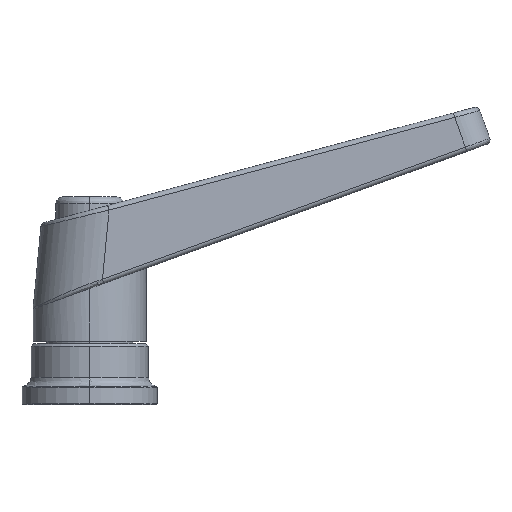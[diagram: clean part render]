
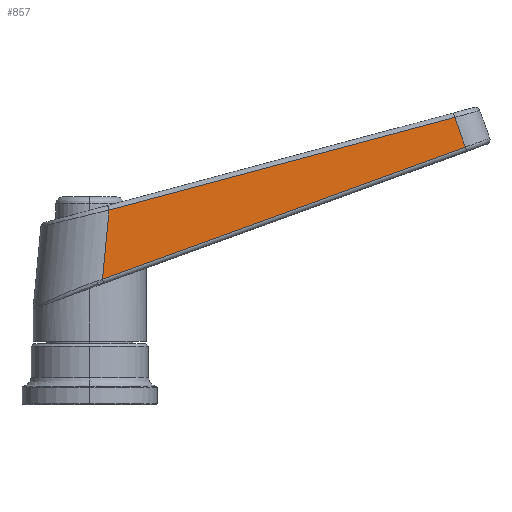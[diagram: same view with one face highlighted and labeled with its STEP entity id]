
A CAD part, top view. The second image highlights one B-rep face of the part: STEP entity #857.
In plain terms, the highlighted planar face has unit normal (0.088, 0, 0.996).
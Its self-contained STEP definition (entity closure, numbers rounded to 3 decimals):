
#793=EDGE_CURVE('NONE',#939,#1175,#1707,.T.);
#857=ADVANCED_FACE('NONE',(#1775),#1776,.F.);
#903=VERTEX_POINT('NONE',#1823);
#927=EDGE_CURVE('NONE',#903,#1181,#1851,.T.);
#939=VERTEX_POINT('NONE',#1866);
#987=EDGE_CURVE('NONE',#1181,#939,#1920,.T.);
#1127=EDGE_CURVE('NONE',#1175,#903,#2081,.T.);
#1175=VERTEX_POINT('NONE',#2134);
#1181=VERTEX_POINT('NONE',#2141);
#1707=LINE('',#3580,#3581);
#1775=FACE_OUTER_BOUND('',#3905,.T.);
#1776=PLANE('',#3906);
#1823=CARTESIAN_POINT('',(83.279,57.031,6.222));
#1851=LINE('',#4076,#4077);
#1866=CARTESIAN_POINT('',(4.301,43.094,13.174));
#1920=LINE('',#4281,#4282);
#2081=LINE('',#4900,#4901);
#2134=CARTESIAN_POINT('',(80.883,63.614,6.433));
#2141=CARTESIAN_POINT('',(2.824,27.748,13.304));
#3580=CARTESIAN_POINT('',(0.267,42.013,13.529));
#3581=VECTOR('',#6049,1000.0);
#3905=EDGE_LOOP('',(#6098,#6099,#6100,#6101));
#3906=AXIS2_PLACEMENT_3D('',#6102,#6103,#6104);
#4076=CARTESIAN_POINT('',(83.279,57.031,6.222));
#4077=VECTOR('',#6163,1000.0);
#4281=CARTESIAN_POINT('',(3.88,38.715,13.211));
#4282=VECTOR('',#6266,1000.0);
#4900=CARTESIAN_POINT('',(80.883,63.614,6.433));
#4901=VECTOR('',#6475,1000.0);
#6049=DIRECTION('',(0.962,0.258,-0.085));
#6098=ORIENTED_EDGE('',*,*,#793,.F.);
#6099=ORIENTED_EDGE('',*,*,#987,.F.);
#6100=ORIENTED_EDGE('',*,*,#927,.F.);
#6101=ORIENTED_EDGE('',*,*,#1127,.F.);
#6102=CARTESIAN_POINT('',(1.184,85.015,13.448));
#6103=DIRECTION('',(-0.088,0.0,-0.996));
#6104=DIRECTION('',(-0.996,0.0,0.088));
#6163=DIRECTION('',(-0.936,-0.341,0.082));
#6266=DIRECTION('',(0.096,0.995,-0.008));
#6475=DIRECTION('',(0.342,-0.939,-0.03));
